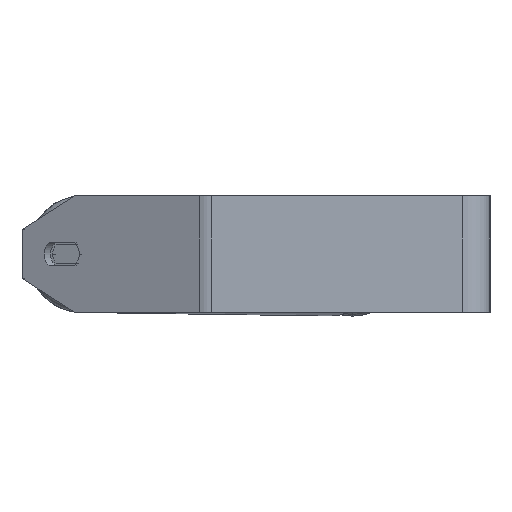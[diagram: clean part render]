
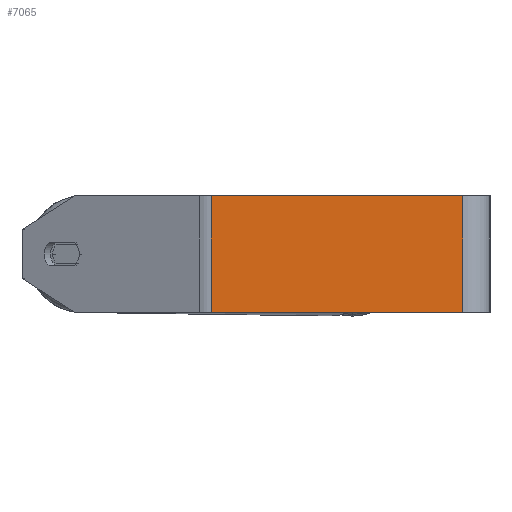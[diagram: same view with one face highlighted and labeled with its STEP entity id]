
A CAD part, left-side view. The second image highlights one B-rep face of the part: STEP entity #7065.
In plain terms, the highlighted planar face has unit normal (-1, 0, 0).
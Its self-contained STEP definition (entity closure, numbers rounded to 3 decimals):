
#249 = LINE ( 'NONE', #6351, #2176 ) ;
#397 = LINE ( 'NONE', #2581, #7363 ) ;
#731 = VERTEX_POINT ( 'NONE', #8181 ) ;
#984 = LINE ( 'NONE', #7061, #6727 ) ;
#1186 = PLANE ( 'NONE',  #6328 ) ;
#1542 = VERTEX_POINT ( 'NONE', #4796 ) ;
#1962 = LINE ( 'NONE', #4609, #3697 ) ;
#2176 = VECTOR ( 'NONE', #6185, 1000. ) ;
#2349 = EDGE_CURVE ( 'NONE', #731, #3328, #984, .T. ) ;
#2581 = CARTESIAN_POINT ( 'NONE',  ( -525., 146.69, 30. ) ) ;
#2604 = DIRECTION ( 'NONE',  ( 0., 0., -1. ) ) ;
#2854 = ORIENTED_EDGE ( 'NONE', *, *, #2349, .T. ) ;
#3328 = VERTEX_POINT ( 'NONE', #4973 ) ;
#3336 = EDGE_CURVE ( 'NONE', #4049, #1542, #249, .T. ) ;
#3606 = ORIENTED_EDGE ( 'NONE', *, *, #7291, .F. ) ;
#3691 = DIRECTION ( 'NONE',  ( 0., 0., -1. ) ) ;
#3697 = VECTOR ( 'NONE', #4558, 1000. ) ;
#3885 = CARTESIAN_POINT ( 'NONE',  ( -525., 146.69, 30. ) ) ;
#4049 = VERTEX_POINT ( 'NONE', #8748 ) ;
#4532 = FACE_OUTER_BOUND ( 'NONE', #5183, .T. ) ;
#4558 = DIRECTION ( 'NONE',  ( 0., -1., 0. ) ) ;
#4609 = CARTESIAN_POINT ( 'NONE',  ( -525., 146.69, -30. ) ) ;
#4796 = CARTESIAN_POINT ( 'NONE',  ( -525., 14., -30. ) ) ;
#4973 = CARTESIAN_POINT ( 'NONE',  ( -525., 143.586, -30. ) ) ;
#5183 = EDGE_LOOP ( 'NONE', ( #5497, #5531, #3606, #2854 ) ) ;
#5497 = ORIENTED_EDGE ( 'NONE', *, *, #8032, .T. ) ;
#5531 = ORIENTED_EDGE ( 'NONE', *, *, #3336, .F. ) ;
#6185 = DIRECTION ( 'NONE',  ( 0., 0., -1. ) ) ;
#6328 = AXIS2_PLACEMENT_3D ( 'NONE', #3885, #6684, #2604 ) ;
#6351 = CARTESIAN_POINT ( 'NONE',  ( -525., 14., 30. ) ) ;
#6684 = DIRECTION ( 'NONE',  ( 1., 0., 0. ) ) ;
#6727 = VECTOR ( 'NONE', #3691, 1000. ) ;
#7061 = CARTESIAN_POINT ( 'NONE',  ( -525., 143.586, 30. ) ) ;
#7065 = ADVANCED_FACE ( 'NONE', ( #4532 ), #1186, .F. ) ;
#7291 = EDGE_CURVE ( 'NONE', #731, #4049, #397, .T. ) ;
#7363 = VECTOR ( 'NONE', #8529, 1000. ) ;
#8032 = EDGE_CURVE ( 'NONE', #3328, #1542, #1962, .T. ) ;
#8181 = CARTESIAN_POINT ( 'NONE',  ( -525., 143.586, 30. ) ) ;
#8529 = DIRECTION ( 'NONE',  ( 0., -1., 0. ) ) ;
#8748 = CARTESIAN_POINT ( 'NONE',  ( -525., 14., 30. ) ) ;
